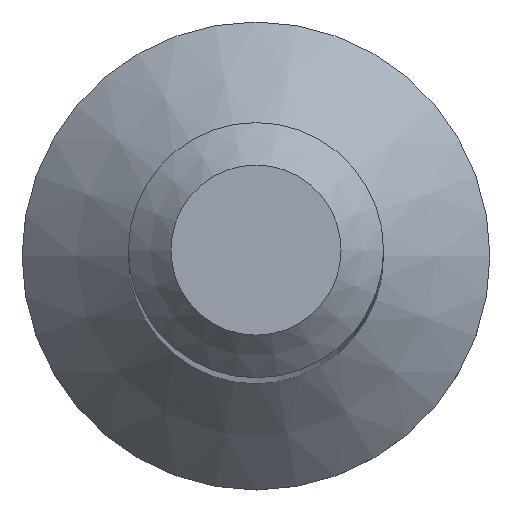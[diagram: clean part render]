
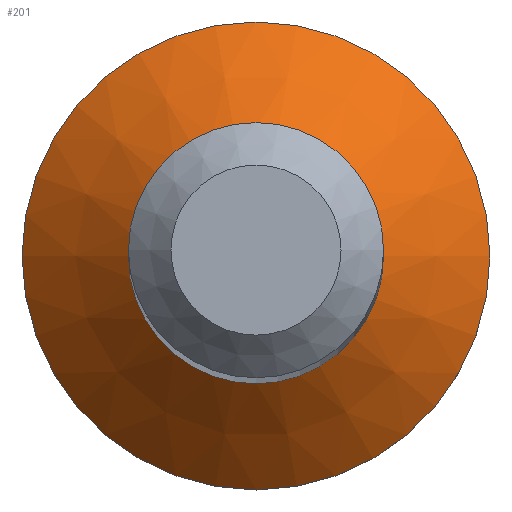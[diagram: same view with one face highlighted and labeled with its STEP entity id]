
A CAD part, top view. The second image highlights one B-rep face of the part: STEP entity #201.
In plain terms, the highlighted conical face has half-angle 45 degrees and reference radius 2.125 mm.
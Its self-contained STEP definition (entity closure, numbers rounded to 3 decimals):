
#64=FACE_BOUND('',#93,.T.);
#77=FACE_OUTER_BOUND('',#92,.T.);
#92=EDGE_LOOP('',(#178));
#93=EDGE_LOOP('',(#179));
#100=CIRCLE('',#210,1.5);
#101=CIRCLE('',#220,2.75);
#105=VERTEX_POINT('',#287);
#118=VERTEX_POINT('',#328);
#122=EDGE_CURVE('',#105,#105,#100,.T.);
#141=EDGE_CURVE('',#118,#118,#101,.T.);
#178=ORIENTED_EDGE('',*,*,#141,.T.);
#179=ORIENTED_EDGE('',*,*,#122,.F.);
#190=CONICAL_SURFACE('',#219,2.125,45.);
#201=ADVANCED_FACE('',(#77,#64),#190,.T.);
#210=AXIS2_PLACEMENT_3D('',#288,#234,#235);
#219=AXIS2_PLACEMENT_3D('',#327,#270,#271);
#220=AXIS2_PLACEMENT_3D('',#329,#272,#273);
#234=DIRECTION('center_axis',(0.,0.,1.));
#235=DIRECTION('ref_axis',(-1.,0.,0.));
#270=DIRECTION('center_axis',(0.,0.,-1.));
#271=DIRECTION('ref_axis',(-1.,0.,0.));
#272=DIRECTION('center_axis',(0.,0.,1.));
#273=DIRECTION('ref_axis',(-1.,0.,0.));
#287=CARTESIAN_POINT('',(1.5,0.,1.8));
#288=CARTESIAN_POINT('Origin',(0.,0.,1.8));
#327=CARTESIAN_POINT('Origin',(0.,0.,1.175));
#328=CARTESIAN_POINT('',(2.75,0.,0.55));
#329=CARTESIAN_POINT('Origin',(0.,0.,0.55));
